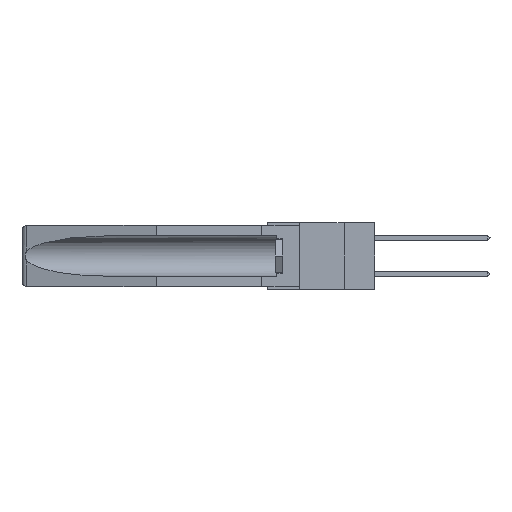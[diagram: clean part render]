
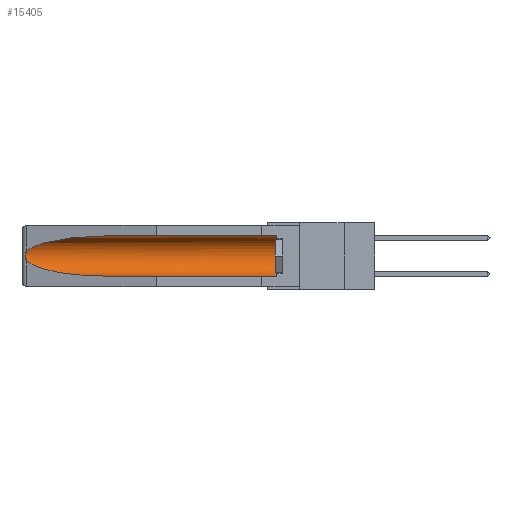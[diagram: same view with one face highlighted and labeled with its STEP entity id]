
A CAD part, left-side view. The second image highlights one B-rep face of the part: STEP entity #15405.
In plain terms, the highlighted cylindrical face has radius 2.857 mm (diameter 5.715 mm), a partial arc.
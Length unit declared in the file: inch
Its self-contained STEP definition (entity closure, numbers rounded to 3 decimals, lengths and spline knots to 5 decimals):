
#265 = LINE ( 'NONE', #27807, #25102 ) ;
#560 = CARTESIAN_POINT ( 'NONE',  ( 0.26654, 1.53092, -0.15636 ) ) ;
#580 = DIRECTION ( 'NONE',  ( 0., -1., 0. ) ) ;
#638 = AXIS2_PLACEMENT_3D ( 'NONE', #21254, #23777, #29339 ) ;
#985 = CARTESIAN_POINT ( 'NONE',  ( 0.26597, 1.5296, -0.19026 ) ) ;
#1056 = VERTEX_POINT ( 'NONE', #26577 ) ;
#1213 = CARTESIAN_POINT ( 'NONE',  ( 0.155, 1.07973, -0.284 ) ) ;
#1261 = EDGE_CURVE ( 'NONE', #1056, #27785, #1809, .T. ) ;
#1322 = CARTESIAN_POINT ( 'NONE',  ( 0.155, 1.07973, -0.059 ) ) ;
#1809 = B_SPLINE_CURVE_WITH_KNOTS ( 'NONE', 3,
 ( #16091, #30719, #560, #26120, #30833, #23279, #18297, #13430, #985, #20843 ),
 .UNSPECIFIED., .F., .F.,
 ( 4, 2, 2, 2, 4 ),
 ( 0., 0.00029, 0.00058, 0.00087, 0.00117 ),
 .UNSPECIFIED. ) ;
#3402 = CARTESIAN_POINT ( 'NONE',  ( 0.26537, 1.52718, -0.14972 ) ) ;
#3679 = CARTESIAN_POINT ( 'NONE',  ( 0.155, 0.126, -0.059 ) ) ;
#3692 = ORIENTED_EDGE ( 'NONE', *, *, #26324, .T. ) ;
#4887 = LINE ( 'NONE', #26677, #27787 ) ;
#5036 = CYLINDRICAL_SURFACE ( 'NONE', #638, 0.1125 ) ;
#6439 = CARTESIAN_POINT ( 'NONE',  ( 0.26537, 1.52718, -0.19328 ) ) ;
#7210 = EDGE_CURVE ( 'NONE', #27785, #21324, #27712, .T. ) ;
#8450 = ORIENTED_EDGE ( 'NONE', *, *, #7210, .T. ) ;
#11270 = CIRCLE ( 'NONE', #12282, 0.1125 ) ;
#11739 = FACE_OUTER_BOUND ( 'NONE', #27098, .T. ) ;
#12282 = AXIS2_PLACEMENT_3D ( 'NONE', #30749, #580, #23304 ) ;
#13346 = ORIENTED_EDGE ( 'NONE', *, *, #23561, .T. ) ;
#13430 = CARTESIAN_POINT ( 'NONE',  ( 0.26655, 1.53094, -0.18657 ) ) ;
#15388 = CARTESIAN_POINT ( 'NONE',  ( 0.155, 1.07973, -0.059 ) ) ;
#15405 = ADVANCED_FACE ( 'NONE', ( #11739 ), #5036, .F. ) ;
#16091 = CARTESIAN_POINT ( 'NONE',  ( 0.26537, 1.52718, -0.14972 ) ) ;
#16653 = DIRECTION ( 'NONE',  ( 0., 1., 0. ) ) ;
#16700 = VERTEX_POINT ( 'NONE', #15388 ) ;
#17733 = CARTESIAN_POINT ( 'NONE',  ( 0.26537, 1.52718, -0.19328 ) ) ;
#17818 = EDGE_CURVE ( 'NONE', #28626, #21324, #4887, .T. ) ;
#18297 = CARTESIAN_POINT ( 'NONE',  ( 0.2673, 1.53269, -0.17917 ) ) ;
#18524 = CARTESIAN_POINT ( 'NONE',  ( 0.21114, 1.30732, -0.059 ) ) ;
#20494 = CARTESIAN_POINT ( 'NONE',  ( 0.155, 0.126, -0.284 ) ) ;
#20843 = CARTESIAN_POINT ( 'NONE',  ( 0.26537, 1.52718, -0.19328 ) ) ;
#21254 = CARTESIAN_POINT ( 'NONE',  ( 0.155, -0.30754, -0.1715 ) ) ;
#21324 = VERTEX_POINT ( 'NONE', #27070 ) ;
#23279 = CARTESIAN_POINT ( 'NONE',  ( 0.2675, 1.53308, -0.17534 ) ) ;
#23304 = DIRECTION ( 'NONE',  ( 0., 0., 1. ) ) ;
#23561 = EDGE_CURVE ( 'NONE', #16700, #1056, #32513, .T. ) ;
#23777 = DIRECTION ( 'NONE',  ( 0., 1., 0. ) ) ;
#24033 = ORIENTED_EDGE ( 'NONE', *, *, #17818, .F. ) ;
#25102 = VECTOR ( 'NONE', #32507, 39.37008 ) ;
#25133 = ORIENTED_EDGE ( 'NONE', *, *, #1261, .T. ) ;
#26120 = CARTESIAN_POINT ( 'NONE',  ( 0.2673, 1.5327, -0.16383 ) ) ;
#26127 = EDGE_CURVE ( 'NONE', #30112, #16700, #265, .T. ) ;
#26324 = EDGE_CURVE ( 'NONE', #28626, #30112, #11270, .T. ) ;
#26577 = CARTESIAN_POINT ( 'NONE',  ( 0.26537, 1.52718, -0.14972 ) ) ;
#26677 = CARTESIAN_POINT ( 'NONE',  ( 0.155, -0.30754, -0.284 ) ) ;
#27070 = CARTESIAN_POINT ( 'NONE',  ( 0.155, 1.07973, -0.284 ) ) ;
#27098 = EDGE_LOOP ( 'NONE', ( #13346, #25133, #8450, #24033, #3692, #27743 ) ) ;
#27712 =( BOUNDED_CURVE ( )  B_SPLINE_CURVE ( 3, ( #6439, #31600, #31699, #1213 ),
 .UNSPECIFIED., .F., .F. ) 
 B_SPLINE_CURVE_WITH_KNOTS ( ( 4, 4 ),
 ( 0.1948, 1.5708 ),
 .UNSPECIFIED. ) 
 CURVE ( )  GEOMETRIC_REPRESENTATION_ITEM ( )  RATIONAL_B_SPLINE_CURVE ( ( 1., 0.848, 0.848, 1. ) ) 
 REPRESENTATION_ITEM ( '' )  );
#27743 = ORIENTED_EDGE ( 'NONE', *, *, #26127, .T. ) ;
#27785 = VERTEX_POINT ( 'NONE', #17733 ) ;
#27787 = VECTOR ( 'NONE', #16653, 39.37008 ) ;
#27807 = CARTESIAN_POINT ( 'NONE',  ( 0.155, -0.30754, -0.059 ) ) ;
#28626 = VERTEX_POINT ( 'NONE', #20494 ) ;
#29339 = DIRECTION ( 'NONE',  ( 0., 0., 1. ) ) ;
#30112 = VERTEX_POINT ( 'NONE', #3679 ) ;
#30719 = CARTESIAN_POINT ( 'NONE',  ( 0.26597, 1.52961, -0.15275 ) ) ;
#30749 = CARTESIAN_POINT ( 'NONE',  ( 0.155, 0.126, -0.1715 ) ) ;
#30833 = CARTESIAN_POINT ( 'NONE',  ( 0.2675, 1.53308, -0.16763 ) ) ;
#31190 = CARTESIAN_POINT ( 'NONE',  ( 0.25451, 1.48313, -0.09465 ) ) ;
#31600 = CARTESIAN_POINT ( 'NONE',  ( 0.25451, 1.48313, -0.24835 ) ) ;
#31699 = CARTESIAN_POINT ( 'NONE',  ( 0.21114, 1.30732, -0.284 ) ) ;
#32507 = DIRECTION ( 'NONE',  ( 0., 1., 0. ) ) ;
#32513 =( BOUNDED_CURVE ( )  B_SPLINE_CURVE ( 3, ( #1322, #18524, #31190, #3402 ),
 .UNSPECIFIED., .F., .F. ) 
 B_SPLINE_CURVE_WITH_KNOTS ( ( 4, 4 ),
 ( 4.71239, 6.08839 ),
 .UNSPECIFIED. ) 
 CURVE ( )  GEOMETRIC_REPRESENTATION_ITEM ( )  RATIONAL_B_SPLINE_CURVE ( ( 1., 0.848, 0.848, 1. ) ) 
 REPRESENTATION_ITEM ( '' )  );
